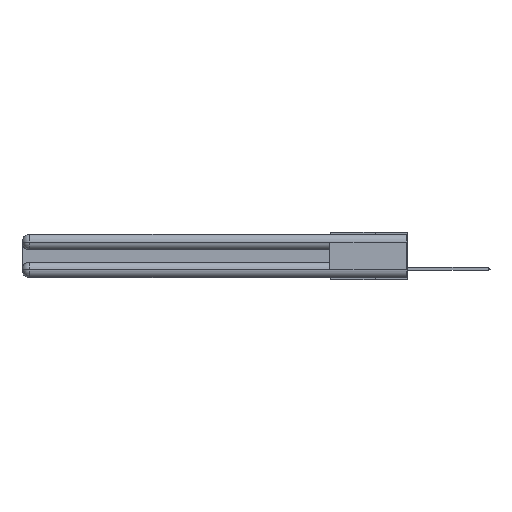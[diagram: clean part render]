
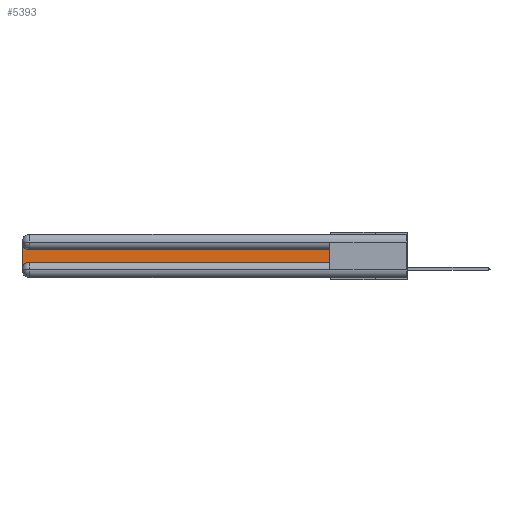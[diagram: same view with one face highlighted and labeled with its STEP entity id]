
A CAD part, left-side view. The second image highlights one B-rep face of the part: STEP entity #5393.
In plain terms, the highlighted planar face has unit normal (-1, 0, 0).
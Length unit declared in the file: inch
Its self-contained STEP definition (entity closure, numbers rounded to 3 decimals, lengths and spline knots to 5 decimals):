
#645 = EDGE_LOOP ( 'NONE', ( #25905, #21795, #17425, #17643, #25783, #25323 ) ) ;
#798 = FACE_OUTER_BOUND ( 'NONE', #645, .T. ) ;
#2554 = CARTESIAN_POINT ( 'NONE',  ( 0.075, 0.6, -0.1225 ) ) ;
#2753 = CARTESIAN_POINT ( 'NONE',  ( 0.075, 3., -0.2175 ) ) ;
#5025 = CARTESIAN_POINT ( 'NONE',  ( 0.075, 3., -0.0625 ) ) ;
#5183 = CARTESIAN_POINT ( 'NONE',  ( 0.075, 0.6, -0.2175 ) ) ;
#5393 = ADVANCED_FACE ( 'NONE', ( #798 ), #11365, .F. ) ;
#5534 = VECTOR ( 'NONE', #30306, 39.37008 ) ;
#5680 = EDGE_CURVE ( 'NONE', #12338, #24318, #21651, .T. ) ;
#5812 = VECTOR ( 'NONE', #18906, 39.37008 ) ;
#6449 = CARTESIAN_POINT ( 'NONE',  ( 0.075, 0.6, -0.2175 ) ) ;
#7638 = CARTESIAN_POINT ( 'NONE',  ( 0.075, 2.94, -0.1225 ) ) ;
#8115 = EDGE_CURVE ( 'NONE', #25310, #28062, #10370, .T. ) ;
#9732 = DIRECTION ( 'NONE',  ( 0., 0., -1. ) ) ;
#10370 = CIRCLE ( 'NONE', #19452, 0.06 ) ;
#11365 = PLANE ( 'NONE',  #25998 ) ;
#12338 = VERTEX_POINT ( 'NONE', #14610 ) ;
#12962 = DIRECTION ( 'NONE',  ( 0., 0., -1. ) ) ;
#14124 = CARTESIAN_POINT ( 'NONE',  ( 0.075, 3., -0.1225 ) ) ;
#14610 = CARTESIAN_POINT ( 'NONE',  ( 0.075, 3., -0.2775 ) ) ;
#16773 = DIRECTION ( 'NONE',  ( 0., 0., -1. ) ) ;
#17425 = ORIENTED_EDGE ( 'NONE', *, *, #17530, .T. ) ;
#17527 = CARTESIAN_POINT ( 'NONE',  ( 0.075, 2.94, -0.2775 ) ) ;
#17530 = EDGE_CURVE ( 'NONE', #28062, #12338, #21916, .T. ) ;
#17643 = ORIENTED_EDGE ( 'NONE', *, *, #5680, .T. ) ;
#18535 = LINE ( 'NONE', #5183, #5534 ) ;
#18906 = DIRECTION ( 'NONE',  ( 0., 0., 1. ) ) ;
#19452 = AXIS2_PLACEMENT_3D ( 'NONE', #22550, #28338, #9732 ) ;
#19569 = VERTEX_POINT ( 'NONE', #19580 ) ;
#19580 = CARTESIAN_POINT ( 'NONE',  ( 0.075, 0.6, -0.2175 ) ) ;
#21651 = CIRCLE ( 'NONE', #24298, 0.06 ) ;
#21795 = ORIENTED_EDGE ( 'NONE', *, *, #8115, .T. ) ;
#21916 = LINE ( 'NONE', #2753, #32544 ) ;
#22550 = CARTESIAN_POINT ( 'NONE',  ( 0.075, 2.94, -0.0625 ) ) ;
#22579 = EDGE_CURVE ( 'NONE', #24318, #19569, #18535, .T. ) ;
#22845 = DIRECTION ( 'NONE',  ( 1., 0., 0. ) ) ;
#23690 = EDGE_CURVE ( 'NONE', #27410, #25310, #24799, .T. ) ;
#24298 = AXIS2_PLACEMENT_3D ( 'NONE', #17527, #22845, #25398 ) ;
#24318 = VERTEX_POINT ( 'NONE', #30175 ) ;
#24390 = EDGE_CURVE ( 'NONE', #19569, #27410, #25966, .T. ) ;
#24799 = LINE ( 'NONE', #2554, #27551 ) ;
#25310 = VERTEX_POINT ( 'NONE', #7638 ) ;
#25323 = ORIENTED_EDGE ( 'NONE', *, *, #24390, .T. ) ;
#25398 = DIRECTION ( 'NONE',  ( 0., 0., -1. ) ) ;
#25783 = ORIENTED_EDGE ( 'NONE', *, *, #22579, .T. ) ;
#25905 = ORIENTED_EDGE ( 'NONE', *, *, #23690, .T. ) ;
#25966 = LINE ( 'NONE', #6449, #5812 ) ;
#25998 = AXIS2_PLACEMENT_3D ( 'NONE', #14124, #31785, #16773 ) ;
#27410 = VERTEX_POINT ( 'NONE', #27454 ) ;
#27454 = CARTESIAN_POINT ( 'NONE',  ( 0.075, 0.6, -0.1225 ) ) ;
#27551 = VECTOR ( 'NONE', #30528, 39.37008 ) ;
#28062 = VERTEX_POINT ( 'NONE', #5025 ) ;
#28338 = DIRECTION ( 'NONE',  ( 1., 0., 0. ) ) ;
#30175 = CARTESIAN_POINT ( 'NONE',  ( 0.075, 2.94, -0.2175 ) ) ;
#30306 = DIRECTION ( 'NONE',  ( 0., -1., 0. ) ) ;
#30528 = DIRECTION ( 'NONE',  ( 0., 1., 0. ) ) ;
#31785 = DIRECTION ( 'NONE',  ( 1., 0., 0. ) ) ;
#32544 = VECTOR ( 'NONE', #12962, 39.37008 ) ;
